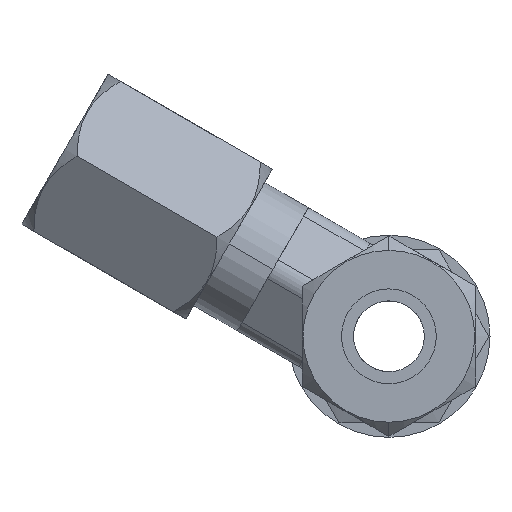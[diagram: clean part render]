
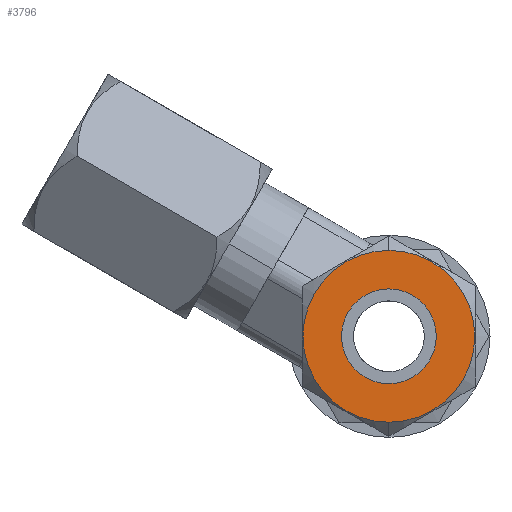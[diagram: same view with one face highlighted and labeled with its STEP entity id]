
A CAD part, left-side view. The second image highlights one B-rep face of the part: STEP entity #3796.
In plain terms, the highlighted planar face has unit normal (-1, 0, 0).
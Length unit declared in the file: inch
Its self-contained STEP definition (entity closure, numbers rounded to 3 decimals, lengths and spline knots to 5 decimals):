
#1159=CARTESIAN_POINT('',(-1.5,0.,0.));
#1160=DIRECTION('',(-1.,0.,0.));
#1161=DIRECTION('',(0.,0.,-1.));
#1162=AXIS2_PLACEMENT_3D('',#1159,#1160,#1161);
#1167=CARTESIAN_POINT('',(-1.5,0.,0.));
#1168=DIRECTION('',(-1.,0.,0.));
#1169=DIRECTION('',(0.,0.,1.));
#1170=AXIS2_PLACEMENT_3D('',#1167,#1168,#1169);
#1175=CARTESIAN_POINT('',(-1.5,0.,0.));
#1176=DIRECTION('',(1.,0.,0.));
#1177=DIRECTION('',(0.,1.,0.));
#1178=AXIS2_PLACEMENT_3D('',#1175,#1176,#1177);
#1183=CARTESIAN_POINT('',(-1.5,0.,0.));
#1184=DIRECTION('',(1.,0.,0.));
#1185=DIRECTION('',(0.,-1.,0.));
#1186=AXIS2_PLACEMENT_3D('',#1183,#1184,#1185);
#2792=CARTESIAN_POINT('',(-1.5,0.,-0.34));
#2793=CARTESIAN_POINT('',(-1.5,0.,0.34));
#2794=VERTEX_POINT('',#2792);
#2795=VERTEX_POINT('',#2793);
#2812=CARTESIAN_POINT('',(-1.5,0.1875,0.));
#2813=CARTESIAN_POINT('',(-1.5,-0.1875,0.));
#2814=VERTEX_POINT('',#2812);
#2815=VERTEX_POINT('',#2813);
#3780=CARTESIAN_POINT('',(-1.5,0.,0.));
#3781=DIRECTION('',(-1.,0.,0.));
#3782=DIRECTION('',(0.,0.,1.));
#3783=AXIS2_PLACEMENT_3D('',#3780,#3781,#3782);
#3784=PLANE('',#3783);
#3786=ORIENTED_EDGE('',*,*,#3785,.F.);
#3787=ORIENTED_EDGE('',*,*,#3766,.F.);
#3788=EDGE_LOOP('',(#3786,#3787));
#3789=FACE_OUTER_BOUND('',#3788,.F.);
#3791=ORIENTED_EDGE('',*,*,#3790,.F.);
#3793=ORIENTED_EDGE('',*,*,#3792,.F.);
#3794=EDGE_LOOP('',(#3791,#3793));
#3795=FACE_BOUND('',#3794,.F.);
#3796=ADVANCED_FACE('',(#3789,#3795),#3784,.T.);
#1163=CIRCLE('',#1162,0.34);
#1171=CIRCLE('',#1170,0.34);
#1179=CIRCLE('',#1178,0.1875);
#1187=CIRCLE('',#1186,0.1875);
#3766=EDGE_CURVE('',#2795,#2794,#1171,.T.);
#3785=EDGE_CURVE('',#2794,#2795,#1163,.T.);
#3790=EDGE_CURVE('',#2814,#2815,#1179,.T.);
#3792=EDGE_CURVE('',#2815,#2814,#1187,.T.);
